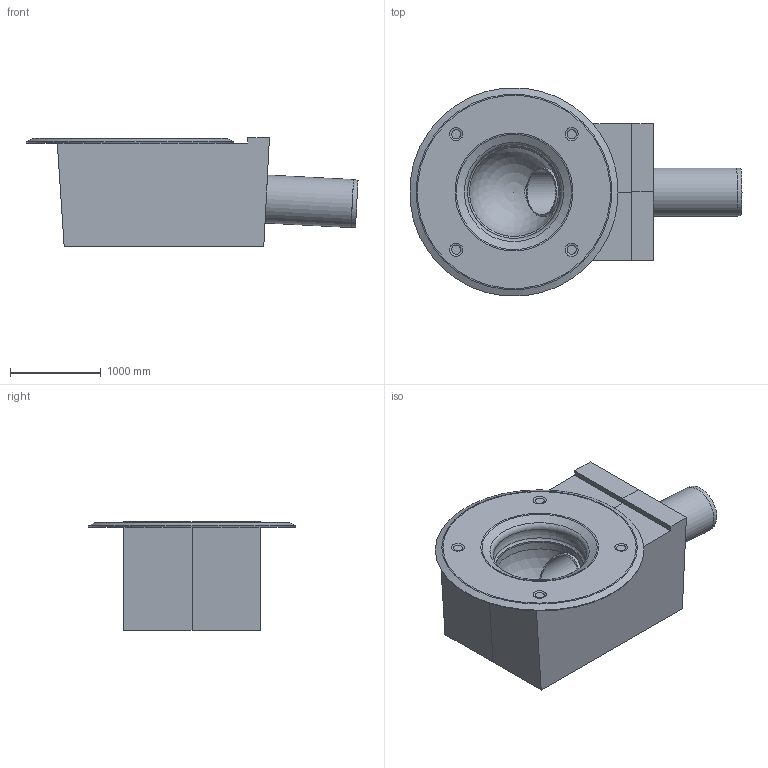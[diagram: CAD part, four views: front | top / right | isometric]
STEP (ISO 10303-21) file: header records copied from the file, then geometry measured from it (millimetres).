
FILE_DESCRIPTION(/* description */ (''),/* implementation_level */ '2;1');
FILE_NAME(/* name */ '15579.050X_3D.stp',/* time_stamp */ '2024-12-12T06:54:29+01:00',/* author */ ('CAD'),/* organization */ (''),/* preprocessor_version */ 'ST-DEVELOPER v20',/* originating_system */ 'AutoCAD Mechanical',/* authorisation */ '');
FILE_SCHEMA (('AUTOMOTIVE_DESIGN { 1 0 10303 214 3 1 1 }'));
Length unit declared in the file: centimetre
Products named in the file (2): Product; *S0
Assembly tree (1 placements, depth 2):
  Product
    *S0
Bounding box: 3659.26 x 2291.25 x 1200 mm (x, y, z)
Volume: 3004764283.7 mm3; surface area: 41606006.1 mm2
Topology: 6 solids, 6 shells, 104 faces, 274 edges, 179 vertices
Faces by surface type: plane 34, torus 22, cone 22, cylinder 14, sphere 6, bspline 6
Full cylindrical faces by diameter (mm): 499.993 x1, 500 x1, 529.993 x1, 530 x2, 980 x1, 1000 x1, 1030 x1
Entity records: 3832 total; most frequent: CARTESIAN_POINT 1105, DIRECTION 590, ORIENTED_EDGE 538, EDGE_CURVE 269, AXIS2_PLACEMENT_3D 239, VERTEX_POINT 175, CIRCLE 132, EDGE_LOOP 118
